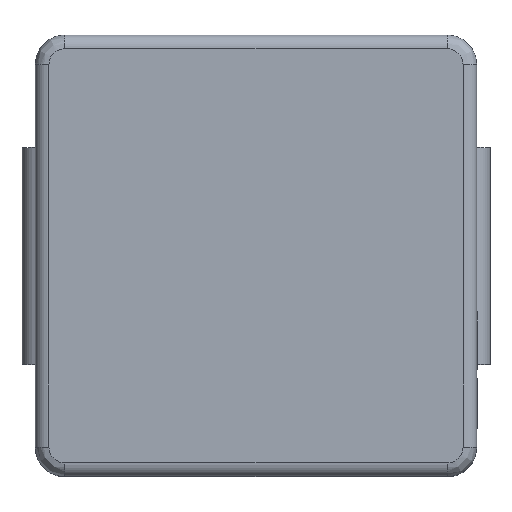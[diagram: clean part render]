
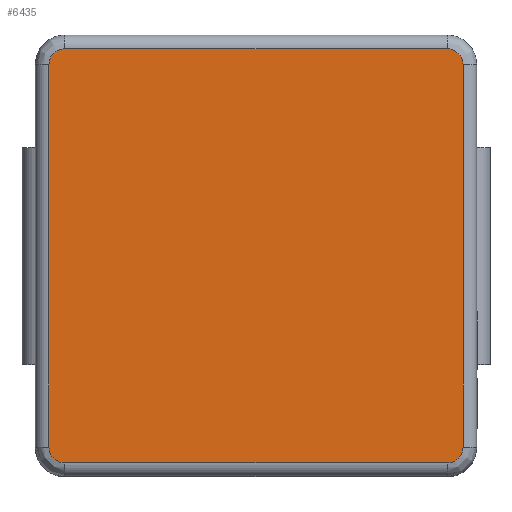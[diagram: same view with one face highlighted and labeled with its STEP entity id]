
A CAD part, top view. The second image highlights one B-rep face of the part: STEP entity #6435.
In plain terms, the highlighted planar face has unit normal (0, 0, 1).
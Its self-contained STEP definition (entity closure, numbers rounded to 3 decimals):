
#296 = LINE ( 'NONE', #15807, #7650 ) ;
#874 = CARTESIAN_POINT ( 'NONE',  ( 3.035, 2.804, 3. ) ) ;
#1304 = ORIENTED_EDGE ( 'NONE', *, *, #4897, .F. ) ;
#1733 =( BOUNDED_CURVE ( )  B_SPLINE_CURVE ( 3, ( #2545, #6428, #13959, #16411 ),
 .UNSPECIFIED., .F., .F. ) 
 B_SPLINE_CURVE_WITH_KNOTS ( ( 4, 4 ),
 ( 0., 1. ),
 .UNSPECIFIED. ) 
 CURVE ( )  GEOMETRIC_REPRESENTATION_ITEM ( )  RATIONAL_B_SPLINE_CURVE ( ( 1., 0.805, 0.805, 1. ) ) 
 REPRESENTATION_ITEM ( '' )  );
#2084 = DIRECTION ( 'NONE',  ( 0., 0., -1. ) ) ;
#2317 = CARTESIAN_POINT ( 'NONE',  ( -3.035, -2.804, 3. ) ) ;
#2486 = CARTESIAN_POINT ( 'NONE',  ( -2.804, -3.035, 3. ) ) ;
#2545 = CARTESIAN_POINT ( 'NONE',  ( -3.035, 2.804, 3. ) ) ;
#2837 = ORIENTED_EDGE ( 'NONE', *, *, #12170, .F. ) ;
#3006 = DIRECTION ( 'NONE',  ( -1., 0., 0. ) ) ;
#3247 = VECTOR ( 'NONE', #8814, 1000. ) ;
#3284 = CARTESIAN_POINT ( 'NONE',  ( 2.804, 3.035, 3. ) ) ;
#3462 =( BOUNDED_CURVE ( )  B_SPLINE_CURVE ( 3, ( #10867, #13413, #15846, #6969 ),
 .UNSPECIFIED., .F., .F. ) 
 B_SPLINE_CURVE_WITH_KNOTS ( ( 4, 4 ),
 ( 0., 1. ),
 .UNSPECIFIED. ) 
 CURVE ( )  GEOMETRIC_REPRESENTATION_ITEM ( )  RATIONAL_B_SPLINE_CURVE ( ( 1., 0.805, 0.805, 1. ) ) 
 REPRESENTATION_ITEM ( '' )  );
#3596 = CARTESIAN_POINT ( 'NONE',  ( -3.035, 2.804, 3. ) ) ;
#3783 = VERTEX_POINT ( 'NONE', #11461 ) ;
#4145 = EDGE_CURVE ( 'NONE', #15314, #4569, #1733, .T. ) ;
#4210 = DIRECTION ( 'NONE',  ( 1., 0., 0. ) ) ;
#4308 = LINE ( 'NONE', #5426, #12423 ) ;
#4569 = VERTEX_POINT ( 'NONE', #12821 ) ;
#4755 = ORIENTED_EDGE ( 'NONE', *, *, #7430, .F. ) ;
#4777 = CARTESIAN_POINT ( 'NONE',  ( 0., 0., 3. ) ) ;
#4897 = EDGE_CURVE ( 'NONE', #9102, #5510, #8086, .T. ) ;
#5194 = EDGE_CURVE ( 'NONE', #15881, #12640, #4308, .T. ) ;
#5416 = EDGE_CURVE ( 'NONE', #3783, #15881, #6925, .T. ) ;
#5426 = CARTESIAN_POINT ( 'NONE',  ( 3.035, 0., 3. ) ) ;
#5510 = VERTEX_POINT ( 'NONE', #13613 ) ;
#5598 = DIRECTION ( 'NONE',  ( 0., -1., 0. ) ) ;
#6232 = CARTESIAN_POINT ( 'NONE',  ( 3.035, 2.804, 3. ) ) ;
#6428 = CARTESIAN_POINT ( 'NONE',  ( -3.035, 2.939, 3. ) ) ;
#6435 = ADVANCED_FACE ( 'NONE', ( #11148 ), #7347, .F. ) ;
#6693 = VECTOR ( 'NONE', #3006, 1000. ) ;
#6925 =( BOUNDED_CURVE ( )  B_SPLINE_CURVE ( 3, ( #3284, #16133, #11302, #874 ),
 .UNSPECIFIED., .F., .T. ) 
 B_SPLINE_CURVE_WITH_KNOTS ( ( 4, 4 ),
 ( 0., 1. ),
 .UNSPECIFIED. ) 
 CURVE ( )  GEOMETRIC_REPRESENTATION_ITEM ( )  RATIONAL_B_SPLINE_CURVE ( ( 1., 0.805, 0.805, 1. ) ) 
 REPRESENTATION_ITEM ( '' )  );
#6969 = CARTESIAN_POINT ( 'NONE',  ( 2.804, -3.035, 3. ) ) ;
#7347 = PLANE ( 'NONE',  #14069 ) ;
#7430 = EDGE_CURVE ( 'NONE', #12640, #9102, #3462, .T. ) ;
#7650 = VECTOR ( 'NONE', #4210, 1000. ) ;
#8086 = LINE ( 'NONE', #9443, #6693 ) ;
#8105 = EDGE_LOOP ( 'NONE', ( #12783, #14802, #10931, #2837, #12730, #1304, #4755, #16076 ) ) ;
#8189 = CARTESIAN_POINT ( 'NONE',  ( 3.035, -2.804, 3. ) ) ;
#8814 = DIRECTION ( 'NONE',  ( 0., 1., 0. ) ) ;
#9102 = VERTEX_POINT ( 'NONE', #13403 ) ;
#9443 = CARTESIAN_POINT ( 'NONE',  ( 0., -3.035, 3. ) ) ;
#9749 =( BOUNDED_CURVE ( )  B_SPLINE_CURVE ( 3, ( #2486, #11370, #15075, #2317 ),
 .UNSPECIFIED., .F., .F. ) 
 B_SPLINE_CURVE_WITH_KNOTS ( ( 4, 4 ),
 ( 0., 1. ),
 .UNSPECIFIED. ) 
 CURVE ( )  GEOMETRIC_REPRESENTATION_ITEM ( )  RATIONAL_B_SPLINE_CURVE ( ( 1., 0.805, 0.805, 1. ) ) 
 REPRESENTATION_ITEM ( '' )  );
#9961 = DIRECTION ( 'NONE',  ( -1., 0., 0. ) ) ;
#10059 = EDGE_CURVE ( 'NONE', #4569, #3783, #296, .T. ) ;
#10867 = CARTESIAN_POINT ( 'NONE',  ( 3.035, -2.804, 3. ) ) ;
#10931 = ORIENTED_EDGE ( 'NONE', *, *, #4145, .F. ) ;
#11148 = FACE_OUTER_BOUND ( 'NONE', #8105, .T. ) ;
#11302 = CARTESIAN_POINT ( 'NONE',  ( 3.035, 2.939, 3. ) ) ;
#11370 = CARTESIAN_POINT ( 'NONE',  ( -2.939, -3.035, 3. ) ) ;
#11461 = CARTESIAN_POINT ( 'NONE',  ( 2.804, 3.035, 3. ) ) ;
#12170 = EDGE_CURVE ( 'NONE', #14622, #15314, #16738, .T. ) ;
#12423 = VECTOR ( 'NONE', #5598, 1000. ) ;
#12640 = VERTEX_POINT ( 'NONE', #8189 ) ;
#12730 = ORIENTED_EDGE ( 'NONE', *, *, #15208, .F. ) ;
#12783 = ORIENTED_EDGE ( 'NONE', *, *, #5416, .F. ) ;
#12821 = CARTESIAN_POINT ( 'NONE',  ( -2.804, 3.035, 3. ) ) ;
#13036 = CARTESIAN_POINT ( 'NONE',  ( -3.035, 0., 3. ) ) ;
#13403 = CARTESIAN_POINT ( 'NONE',  ( 2.804, -3.035, 3. ) ) ;
#13413 = CARTESIAN_POINT ( 'NONE',  ( 3.035, -2.939, 3. ) ) ;
#13613 = CARTESIAN_POINT ( 'NONE',  ( -2.804, -3.035, 3. ) ) ;
#13959 = CARTESIAN_POINT ( 'NONE',  ( -2.939, 3.035, 3. ) ) ;
#14069 = AXIS2_PLACEMENT_3D ( 'NONE', #4777, #2084, #9961 ) ;
#14603 = CARTESIAN_POINT ( 'NONE',  ( -3.035, -2.804, 3. ) ) ;
#14622 = VERTEX_POINT ( 'NONE', #14603 ) ;
#14802 = ORIENTED_EDGE ( 'NONE', *, *, #10059, .F. ) ;
#15075 = CARTESIAN_POINT ( 'NONE',  ( -3.035, -2.939, 3. ) ) ;
#15208 = EDGE_CURVE ( 'NONE', #5510, #14622, #9749, .T. ) ;
#15314 = VERTEX_POINT ( 'NONE', #3596 ) ;
#15807 = CARTESIAN_POINT ( 'NONE',  ( 0., 3.035, 3. ) ) ;
#15846 = CARTESIAN_POINT ( 'NONE',  ( 2.939, -3.035, 3. ) ) ;
#15881 = VERTEX_POINT ( 'NONE', #6232 ) ;
#16076 = ORIENTED_EDGE ( 'NONE', *, *, #5194, .F. ) ;
#16133 = CARTESIAN_POINT ( 'NONE',  ( 2.939, 3.035, 3. ) ) ;
#16411 = CARTESIAN_POINT ( 'NONE',  ( -2.804, 3.035, 3. ) ) ;
#16738 = LINE ( 'NONE', #13036, #3247 ) ;
